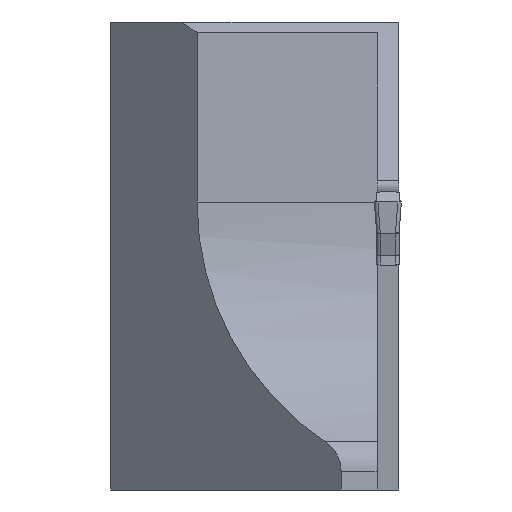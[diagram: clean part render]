
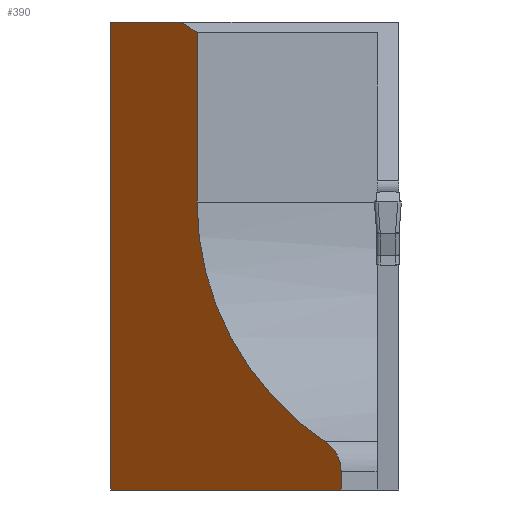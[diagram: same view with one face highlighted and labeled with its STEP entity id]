
A CAD part, left-side view. The second image highlights one B-rep face of the part: STEP entity #390.
In plain terms, the highlighted planar face has unit normal (-0.707, 0.707, 0).
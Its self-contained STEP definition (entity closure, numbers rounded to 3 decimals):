
#348=ELLIPSE('',#1547,2.828,2.);
#351=ELLIPSE('',#1567,22.627,16.);
#390=ADVANCED_FACE('',(#504),#454,.F.);
#454=PLANE('',#1570);
#504=FACE_OUTER_BOUND('',#571,.T.);
#571=EDGE_LOOP('',(#740,#741,#742,#743,#744,#745,#746,#747));
#740=ORIENTED_EDGE('',*,*,#1143,.F.);
#741=ORIENTED_EDGE('',*,*,#1145,.F.);
#742=ORIENTED_EDGE('',*,*,#1121,.F.);
#743=ORIENTED_EDGE('',*,*,#1139,.F.);
#744=ORIENTED_EDGE('',*,*,#1114,.F.);
#745=ORIENTED_EDGE('',*,*,#1110,.F.);
#746=ORIENTED_EDGE('',*,*,#1106,.F.);
#747=ORIENTED_EDGE('',*,*,#1109,.F.);
#995=VERTEX_POINT('',#2021);
#996=VERTEX_POINT('',#2023);
#997=VERTEX_POINT('',#2027);
#998=VERTEX_POINT('',#2031);
#1000=VERTEX_POINT('',#2038);
#1003=VERTEX_POINT('',#2049);
#1004=VERTEX_POINT('',#2051);
#1013=VERTEX_POINT('',#2093);
#1106=EDGE_CURVE('',#995,#996,#1274,.T.);
#1109=EDGE_CURVE('',#997,#995,#348,.T.);
#1110=EDGE_CURVE('',#996,#998,#1277,.T.);
#1114=EDGE_CURVE('',#998,#1000,#1281,.T.);
#1121=EDGE_CURVE('',#1003,#1004,#1288,.T.);
#1139=EDGE_CURVE('',#1000,#1003,#1303,.T.);
#1143=EDGE_CURVE('',#1013,#997,#351,.T.);
#1145=EDGE_CURVE('',#1004,#1013,#1308,.T.);
#1274=LINE('',#2022,#1417);
#1277=LINE('',#2030,#1420);
#1281=LINE('',#2037,#1424);
#1288=LINE('',#2050,#1431);
#1303=LINE('',#2086,#1446);
#1308=LINE('',#2097,#1451);
#1417=VECTOR('',#1672,1.);
#1420=VECTOR('',#1681,1.);
#1424=VECTOR('',#1687,1.);
#1431=VECTOR('',#1698,1.);
#1446=VECTOR('',#1737,1.);
#1451=VECTOR('',#1752,1.);
#1547=AXIS2_PLACEMENT_3D('',#2028,#1677,#1678);
#1567=AXIS2_PLACEMENT_3D('',#2094,#1747,#1748);
#1570=AXIS2_PLACEMENT_3D('',#2100,#1756,#1757);
#1672=DIRECTION('',(0.,0.,-1.));
#1677=DIRECTION('',(0.707,-0.707,0.));
#1678=DIRECTION('',(-0.707,-0.707,0.));
#1681=DIRECTION('',(0.707,0.707,0.));
#1687=DIRECTION('',(0.,0.,1.));
#1698=DIRECTION('',(-0.634,-0.634,-0.444));
#1737=DIRECTION('',(-0.707,-0.707,0.));
#1747=DIRECTION('',(-0.707,0.707,0.));
#1748=DIRECTION('',(-0.707,-0.707,0.));
#1752=DIRECTION('',(0.,0.,-1.));
#1756=DIRECTION('',(0.707,-0.707,0.));
#1757=DIRECTION('',(0.707,0.707,0.));
#2021=CARTESIAN_POINT('',(8.,3.2,-14.967));
#2022=CARTESIAN_POINT('',(8.,3.2,30.));
#2023=CARTESIAN_POINT('',(8.,3.2,-16.));
#2027=CARTESIAN_POINT('',(8.889,4.089,-13.304));
#2028=CARTESIAN_POINT('',(10.,5.2,-14.967));
#2030=CARTESIAN_POINT('',(20.8,16.,-16.));
#2031=CARTESIAN_POINT('',(20.8,16.,-16.));
#2037=CARTESIAN_POINT('',(20.8,16.,30.));
#2038=CARTESIAN_POINT('',(20.8,16.,10.));
#2049=CARTESIAN_POINT('',(16.847,12.047,10.));
#2050=CARTESIAN_POINT('',(25.645,20.845,16.16));
#2051=CARTESIAN_POINT('',(16.,11.2,9.407));
#2086=CARTESIAN_POINT('',(20.8,16.,10.));
#2093=CARTESIAN_POINT('',(16.,11.2,0.));
#2094=CARTESIAN_POINT('',(0.,-4.8,0.));
#2097=CARTESIAN_POINT('',(16.,11.2,30.));
#2100=CARTESIAN_POINT('',(20.8,16.,30.));
